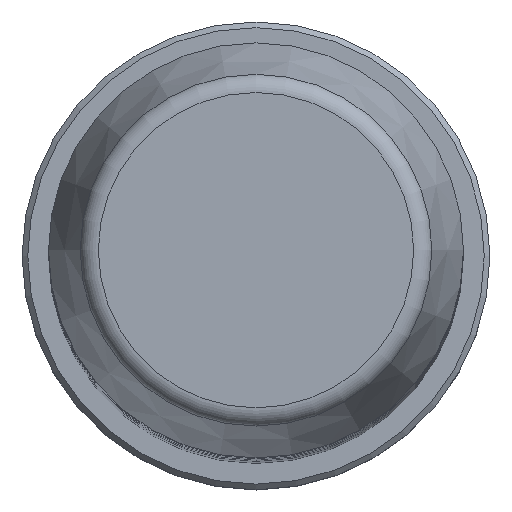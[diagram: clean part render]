
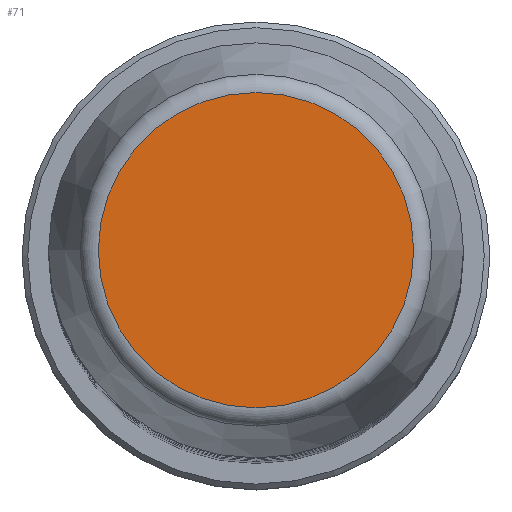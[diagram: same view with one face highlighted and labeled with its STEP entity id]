
A CAD part, top view. The second image highlights one B-rep face of the part: STEP entity #71.
In plain terms, the highlighted planar face has unit normal (0, 0, 1).
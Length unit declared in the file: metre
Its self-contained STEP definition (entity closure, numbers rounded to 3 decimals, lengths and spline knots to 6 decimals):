
#71=ADVANCED_FACE('',(#170),#171,.T.);
#99=EDGE_CURVE('',#222,#222,#223,.T.);
#170=FACE_OUTER_BOUND('',#298,.T.);
#171=PLANE('',#299);
#222=VERTEX_POINT('',#353);
#223=CIRCLE('',#354,0.008357);
#298=EDGE_LOOP('',(#449));
#299=AXIS2_PLACEMENT_3D('',#450,#451,#452);
#353=CARTESIAN_POINT('',(-0.008357,0.0,0.18));
#354=AXIS2_PLACEMENT_3D('',#524,#525,#526);
#449=ORIENTED_EDGE('',*,*,#99,.T.);
#450=CARTESIAN_POINT('',(0.0055,0.0,0.18));
#451=DIRECTION('',(0.0,0.0,1.0));
#452=DIRECTION('',(1.0,-0.0,0.0));
#524=CARTESIAN_POINT('',(0.0,0.0,0.18));
#525=DIRECTION('',(0.0,0.0,1.0));
#526=DIRECTION('',(-1.0,0.0,0.0));
